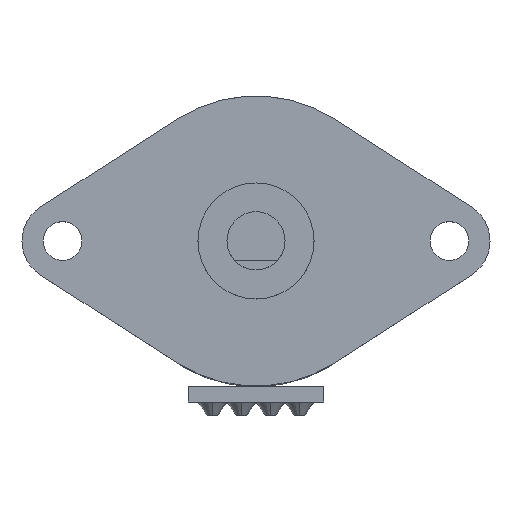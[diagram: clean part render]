
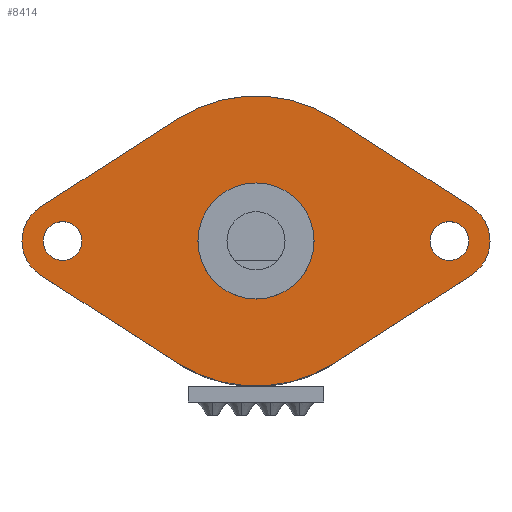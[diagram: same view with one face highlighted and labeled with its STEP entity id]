
A CAD part, top view. The second image highlights one B-rep face of the part: STEP entity #8414.
In plain terms, the highlighted planar face has unit normal (0, 0, 1).
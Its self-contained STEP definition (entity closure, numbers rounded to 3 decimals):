
#10 = DIRECTION ( 'NONE',  ( -0.842, 0.54, 0. ) ) ;
#16 = ORIENTED_EDGE ( 'NONE', *, *, #4595, .T. ) ;
#234 = EDGE_CURVE ( 'NONE', #5202, #3270, #9664, .T. ) ;
#243 = DIRECTION ( 'NONE',  ( 1., 0., 0. ) ) ;
#278 = PLANE ( 'NONE',  #4891 ) ;
#304 = CARTESIAN_POINT ( 'NONE',  ( -10., 0., 22.5 ) ) ;
#317 = VECTOR ( 'NONE', #6278, 1000. ) ;
#362 = CARTESIAN_POINT ( 'NONE',  ( 0., 0., 22.5 ) ) ;
#403 = CIRCLE ( 'NONE', #2113, 7.5 ) ;
#463 = CIRCLE ( 'NONE', #3409, 1. ) ;
#472 = ORIENTED_EDGE ( 'NONE', *, *, #234, .F. ) ;
#515 = DIRECTION ( 'NONE',  ( 1., 0., 0. ) ) ;
#518 = CIRCLE ( 'NONE', #5768, 3. ) ;
#566 = ORIENTED_EDGE ( 'NONE', *, *, #5066, .F. ) ;
#569 = FACE_OUTER_BOUND ( 'NONE', #1215, .T. ) ;
#680 = AXIS2_PLACEMENT_3D ( 'NONE', #7476, #3647, #8969 ) ;
#681 = VERTEX_POINT ( 'NONE', #3901 ) ;
#831 = CARTESIAN_POINT ( 'NONE',  ( 11.134, -1.767, 22.5 ) ) ;
#888 = CIRCLE ( 'NONE', #2764, 2.1 ) ;
#1025 = ORIENTED_EDGE ( 'NONE', *, *, #4271, .T. ) ;
#1215 = EDGE_LOOP ( 'NONE', ( #7974, #1952, #1461, #1025, #8039, #6048, #2798, #3092, #7797 ) ) ;
#1257 = VERTEX_POINT ( 'NONE', #5215 ) ;
#1291 = DIRECTION ( 'NONE',  ( 0., 0., 1. ) ) ;
#1461 = ORIENTED_EDGE ( 'NONE', *, *, #3130, .T. ) ;
#1576 = FACE_BOUND ( 'NONE', #9543, .T. ) ;
#1637 = EDGE_CURVE ( 'NONE', #6824, #1870, #9153, .T. ) ;
#1730 = CARTESIAN_POINT ( 'NONE',  ( -7.5, 0., 22.5 ) ) ;
#1870 = VERTEX_POINT ( 'NONE', #831 ) ;
#1947 = AXIS2_PLACEMENT_3D ( 'NONE', #3743, #5110, #3649 ) ;
#1952 = ORIENTED_EDGE ( 'NONE', *, *, #8387, .T. ) ;
#2000 = DIRECTION ( 'NONE',  ( -1., 0., 0. ) ) ;
#2113 = AXIS2_PLACEMENT_3D ( 'NONE', #2808, #5055, #6559 ) ;
#2169 = AXIS2_PLACEMENT_3D ( 'NONE', #4865, #4124, #6312 ) ;
#2471 = DIRECTION ( 'NONE',  ( 0., 0., -1. ) ) ;
#2630 = VECTOR ( 'NONE', #6727, 1000. ) ;
#2719 = CIRCLE ( 'NONE', #6239, 3. ) ;
#2764 = AXIS2_PLACEMENT_3D ( 'NONE', #5581, #4873, #3321 ) ;
#2798 = ORIENTED_EDGE ( 'NONE', *, *, #5443, .T. ) ;
#2808 = CARTESIAN_POINT ( 'NONE',  ( 0., 0., 22.5 ) ) ;
#2964 = DIRECTION ( 'NONE',  ( 0., 0., -1. ) ) ;
#3035 = EDGE_CURVE ( 'NONE', #5580, #7638, #463, .T. ) ;
#3092 = ORIENTED_EDGE ( 'NONE', *, *, #6086, .T. ) ;
#3130 = EDGE_CURVE ( 'NONE', #4878, #5498, #9632, .T. ) ;
#3247 = VERTEX_POINT ( 'NONE', #6829 ) ;
#3270 = VERTEX_POINT ( 'NONE', #5484 ) ;
#3321 = DIRECTION ( 'NONE',  ( -1., 0., 0. ) ) ;
#3330 = EDGE_CURVE ( 'NONE', #9643, #681, #2719, .T. ) ;
#3391 = CARTESIAN_POINT ( 'NONE',  ( -4.05, -6.312, 22.5 ) ) ;
#3409 = AXIS2_PLACEMENT_3D ( 'NONE', #3453, #1291, #515 ) ;
#3453 = CARTESIAN_POINT ( 'NONE',  ( -10., 0., 22.5 ) ) ;
#3478 = EDGE_LOOP ( 'NONE', ( #566, #4517 ) ) ;
#3647 = DIRECTION ( 'NONE',  ( 0., 0., -1. ) ) ;
#3649 = DIRECTION ( 'NONE',  ( 1., 0., 0. ) ) ;
#3663 = VERTEX_POINT ( 'NONE', #3391 ) ;
#3666 = CARTESIAN_POINT ( 'NONE',  ( -10., 0., 22.5 ) ) ;
#3696 = DIRECTION ( 'NONE',  ( -1., 0., 0. ) ) ;
#3743 = CARTESIAN_POINT ( 'NONE',  ( 10., 0., 22.5 ) ) ;
#3848 = CARTESIAN_POINT ( 'NONE',  ( -11.134, 1.767, 22.5 ) ) ;
#3901 = CARTESIAN_POINT ( 'NONE',  ( -3., 0., 22.5 ) ) ;
#4059 = FACE_BOUND ( 'NONE', #3478, .T. ) ;
#4124 = DIRECTION ( 'NONE',  ( 0., 0., 1. ) ) ;
#4148 = CIRCLE ( 'NONE', #7140, 2.1 ) ;
#4271 = EDGE_CURVE ( 'NONE', #5498, #3663, #6648, .T. ) ;
#4454 = EDGE_CURVE ( 'NONE', #3247, #7927, #403, .T. ) ;
#4468 = CARTESIAN_POINT ( 'NONE',  ( 0., 0., 22.5 ) ) ;
#4517 = ORIENTED_EDGE ( 'NONE', *, *, #3035, .F. ) ;
#4568 = VECTOR ( 'NONE', #9302, 1000. ) ;
#4595 = EDGE_CURVE ( 'NONE', #681, #9643, #518, .T. ) ;
#4799 = CARTESIAN_POINT ( 'NONE',  ( 9., 0., 22.5 ) ) ;
#4865 = CARTESIAN_POINT ( 'NONE',  ( 10., 0., 22.5 ) ) ;
#4873 = DIRECTION ( 'NONE',  ( 0., 0., 1. ) ) ;
#4878 = VERTEX_POINT ( 'NONE', #3848 ) ;
#4891 = AXIS2_PLACEMENT_3D ( 'NONE', #1730, #6220, #6956 ) ;
#5055 = DIRECTION ( 'NONE',  ( 0., 0., -1. ) ) ;
#5066 = EDGE_CURVE ( 'NONE', #7638, #5580, #7559, .T. ) ;
#5110 = DIRECTION ( 'NONE',  ( 0., 0., 1. ) ) ;
#5171 = DIRECTION ( 'NONE',  ( -1., 0., 0. ) ) ;
#5202 = VERTEX_POINT ( 'NONE', #4799 ) ;
#5215 = CARTESIAN_POINT ( 'NONE',  ( 12.1, 0., 22.5 ) ) ;
#5238 = CARTESIAN_POINT ( 'NONE',  ( -4.05, 6.312, 22.5 ) ) ;
#5341 = VERTEX_POINT ( 'NONE', #7857 ) ;
#5443 = EDGE_CURVE ( 'NONE', #1870, #1257, #888, .T. ) ;
#5484 = CARTESIAN_POINT ( 'NONE',  ( 11., 0., 22.5 ) ) ;
#5498 = VERTEX_POINT ( 'NONE', #6388 ) ;
#5580 = VERTEX_POINT ( 'NONE', #8135 ) ;
#5581 = CARTESIAN_POINT ( 'NONE',  ( 10., 0., 22.5 ) ) ;
#5683 = ORIENTED_EDGE ( 'NONE', *, *, #8857, .F. ) ;
#5694 = DIRECTION ( 'NONE',  ( 0., 0., 1. ) ) ;
#5768 = AXIS2_PLACEMENT_3D ( 'NONE', #4468, #2964, #5171 ) ;
#5836 = AXIS2_PLACEMENT_3D ( 'NONE', #304, #6908, #243 ) ;
#6048 = ORIENTED_EDGE ( 'NONE', *, *, #1637, .T. ) ;
#6086 = EDGE_CURVE ( 'NONE', #1257, #5341, #4148, .T. ) ;
#6111 = CARTESIAN_POINT ( 'NONE',  ( 3., 0., 22.5 ) ) ;
#6220 = DIRECTION ( 'NONE',  ( 0., 0., 1. ) ) ;
#6239 = AXIS2_PLACEMENT_3D ( 'NONE', #362, #2471, #7701 ) ;
#6278 = DIRECTION ( 'NONE',  ( 0.842, 0.54, 0. ) ) ;
#6312 = DIRECTION ( 'NONE',  ( 1., 0., 0. ) ) ;
#6388 = CARTESIAN_POINT ( 'NONE',  ( -11.134, -1.767, 22.5 ) ) ;
#6559 = DIRECTION ( 'NONE',  ( -1., 0., 0. ) ) ;
#6628 = CARTESIAN_POINT ( 'NONE',  ( 4.05, -6.312, 22.5 ) ) ;
#6648 = LINE ( 'NONE', #7871, #4568 ) ;
#6727 = DIRECTION ( 'NONE',  ( -0.842, -0.54, 0. ) ) ;
#6799 = EDGE_CURVE ( 'NONE', #5341, #7927, #6887, .T. ) ;
#6824 = VERTEX_POINT ( 'NONE', #6628 ) ;
#6829 = CARTESIAN_POINT ( 'NONE',  ( -4.05, 6.312, 22.5 ) ) ;
#6887 = LINE ( 'NONE', #9568, #7135 ) ;
#6908 = DIRECTION ( 'NONE',  ( 0., 0., 1. ) ) ;
#6956 = DIRECTION ( 'NONE',  ( 1., 0., 0. ) ) ;
#7070 = EDGE_CURVE ( 'NONE', #6824, #3663, #8061, .T. ) ;
#7135 = VECTOR ( 'NONE', #10, 1000. ) ;
#7140 = AXIS2_PLACEMENT_3D ( 'NONE', #7856, #5694, #2000 ) ;
#7279 = DIRECTION ( 'NONE',  ( 0., 0., 1. ) ) ;
#7289 = FACE_BOUND ( 'NONE', #9136, .T. ) ;
#7476 = CARTESIAN_POINT ( 'NONE',  ( 0., 0., 22.5 ) ) ;
#7553 = AXIS2_PLACEMENT_3D ( 'NONE', #3666, #7279, #3696 ) ;
#7559 = CIRCLE ( 'NONE', #5836, 1. ) ;
#7638 = VERTEX_POINT ( 'NONE', #8799 ) ;
#7701 = DIRECTION ( 'NONE',  ( -1., 0., 0. ) ) ;
#7797 = ORIENTED_EDGE ( 'NONE', *, *, #6799, .T. ) ;
#7813 = CARTESIAN_POINT ( 'NONE',  ( 4.05, 6.312, 22.5 ) ) ;
#7856 = CARTESIAN_POINT ( 'NONE',  ( 10., 0., 22.5 ) ) ;
#7857 = CARTESIAN_POINT ( 'NONE',  ( 11.134, 1.767, 22.5 ) ) ;
#7871 = CARTESIAN_POINT ( 'NONE',  ( -4.05, -6.312, 22.5 ) ) ;
#7927 = VERTEX_POINT ( 'NONE', #7813 ) ;
#7974 = ORIENTED_EDGE ( 'NONE', *, *, #4454, .F. ) ;
#8039 = ORIENTED_EDGE ( 'NONE', *, *, #7070, .F. ) ;
#8061 = CIRCLE ( 'NONE', #680, 7.5 ) ;
#8135 = CARTESIAN_POINT ( 'NONE',  ( -11., 0., 22.5 ) ) ;
#8387 = EDGE_CURVE ( 'NONE', #3247, #4878, #9544, .T. ) ;
#8414 = ADVANCED_FACE ( 'NONE', ( #7289, #569, #1576, #4059 ), #278, .T. ) ;
#8415 = ORIENTED_EDGE ( 'NONE', *, *, #3330, .T. ) ;
#8799 = CARTESIAN_POINT ( 'NONE',  ( -9., 0., 22.5 ) ) ;
#8857 = EDGE_CURVE ( 'NONE', #3270, #5202, #9478, .T. ) ;
#8969 = DIRECTION ( 'NONE',  ( -1., 0., 0. ) ) ;
#9136 = EDGE_LOOP ( 'NONE', ( #16, #8415 ) ) ;
#9153 = LINE ( 'NONE', #9172, #317 ) ;
#9172 = CARTESIAN_POINT ( 'NONE',  ( 11.134, -1.767, 22.5 ) ) ;
#9302 = DIRECTION ( 'NONE',  ( 0.842, -0.54, 0. ) ) ;
#9478 = CIRCLE ( 'NONE', #2169, 1. ) ;
#9543 = EDGE_LOOP ( 'NONE', ( #5683, #472 ) ) ;
#9544 = LINE ( 'NONE', #5238, #2630 ) ;
#9568 = CARTESIAN_POINT ( 'NONE',  ( 4.05, 6.312, 22.5 ) ) ;
#9632 = CIRCLE ( 'NONE', #7553, 2.1 ) ;
#9643 = VERTEX_POINT ( 'NONE', #6111 ) ;
#9664 = CIRCLE ( 'NONE', #1947, 1. ) ;
